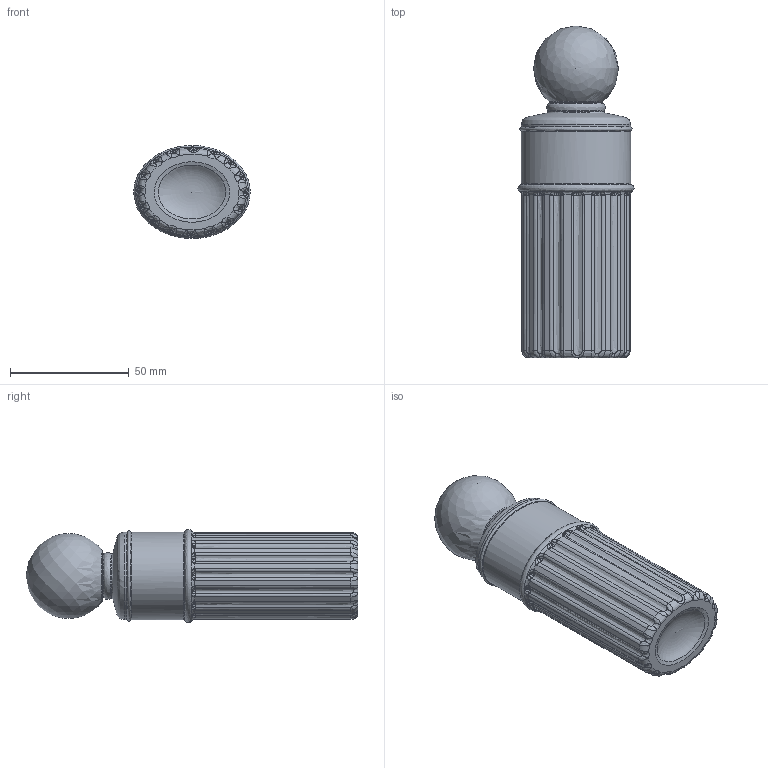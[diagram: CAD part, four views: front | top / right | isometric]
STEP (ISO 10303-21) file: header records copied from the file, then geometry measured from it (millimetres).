
FILE_DESCRIPTION(('FreeCAD Model'),'2;1');
FILE_NAME('Open CASCADE Shape Model','2025-04-27T16:57:05',('FreeCAD'),( 'FreeCAD'),'Open CASCADE STEP processor 7.6','FreeCAD','Unknown');
FILE_SCHEMA(('AUTOMOTIVE_DESIGN { 1 0 10303 214 1 1 1 1 }'));
Products named in the file (1): Open CASCADE STEP translator 7.6 1
Bounding box: 49 x 139.89 x 39.2 mm (x, y, z)
Volume: 49657.7 mm3; surface area: 38187.2 mm2
Topology: 3 solids, 3 shells, 665 faces, 1710 edges, 993 vertices
Faces by surface type: bspline 665
Entity records: 45998 total; most frequent: CARTESIAN_POINT 36644, ORIENTED_EDGE 3268, EDGE_CURVE 1634, VERTEX_POINT 992, B_SPLINE_CURVE_WITH_KNOTS 966, FACE_BOUND 684, EDGE_LOOP 683, ADVANCED_FACE 665
